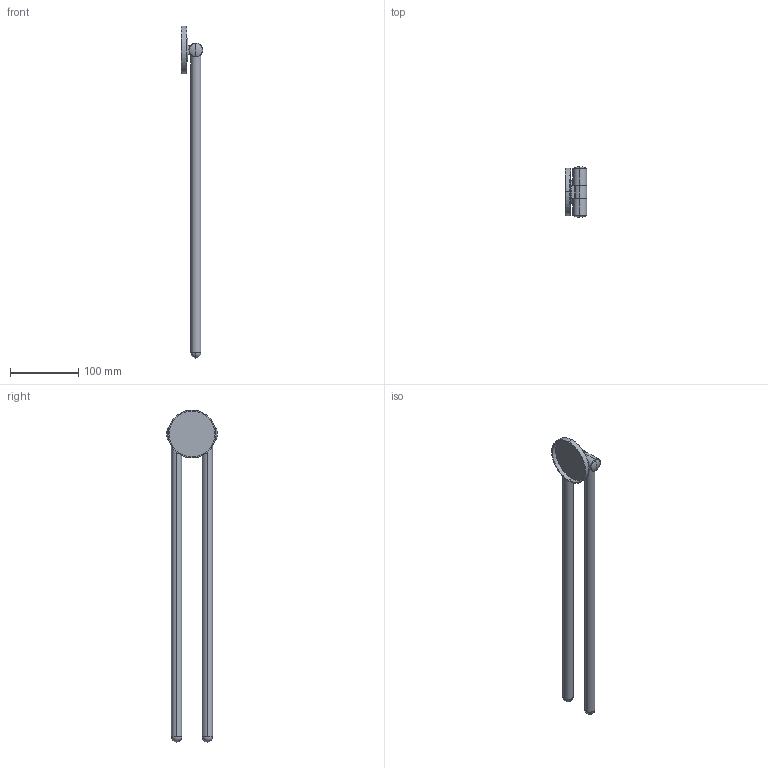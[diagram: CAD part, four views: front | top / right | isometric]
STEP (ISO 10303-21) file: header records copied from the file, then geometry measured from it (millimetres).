
FILE_DESCRIPTION (( 'STEP AP203' ), '1' );
FILE_NAME ('18406.STEP', '2013-06-20T19:56:42', ( '' ), ( '' ), 'SwSTEP 2.0', 'SolidWorks 2012', '' );
FILE_SCHEMA (( 'CONFIG_CONTROL_DESIGN' ));
Length unit declared in the file: millimetre
Products named in the file (5): 4; 18406; 2; 3; 1
Assembly tree (6 placements, depth 2):
  18406
    1
    2
    3  x2
    4  x2
Bounding box: 31.14 x 74 x 485 mm (x, y, z)
Volume: 186571.9 mm3; surface area: 60891 mm2
Topology: 6 solids, 6 shells, 74 faces, 162 edges, 86 vertices
Faces by surface type: cylinder 29, torus 18, plane 15, sphere 8, bspline 4
Entity records: 2396 total; most frequent: CARTESIAN_POINT 595, DIRECTION 301, ORIENTED_EDGE 230, AXIS2_PLACEMENT_3D 134, EDGE_CURVE 115, CIRCLE 70, VERTEX_POINT 66, EDGE_LOOP 61
